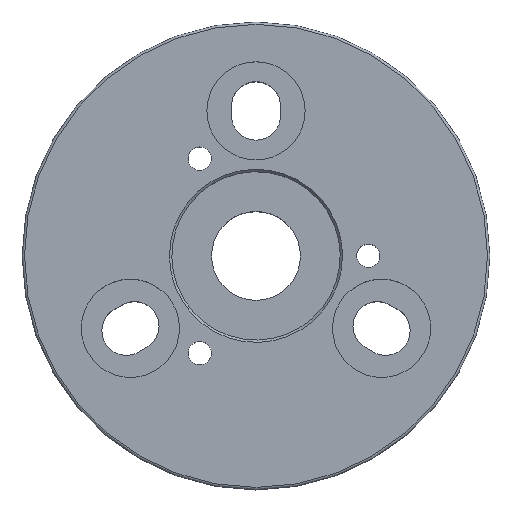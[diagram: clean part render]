
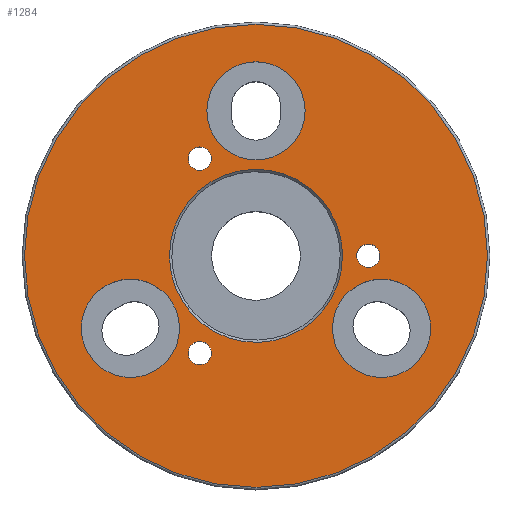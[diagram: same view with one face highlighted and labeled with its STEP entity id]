
A CAD part, top view. The second image highlights one B-rep face of the part: STEP entity #1284.
In plain terms, the highlighted planar face has unit normal (0, 0, 1).
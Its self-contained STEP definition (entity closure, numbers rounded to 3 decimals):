
#51=FACE_BOUND('',#275,.T.);
#52=FACE_BOUND('',#276,.T.);
#53=FACE_BOUND('',#277,.T.);
#54=FACE_BOUND('',#278,.T.);
#55=FACE_BOUND('',#279,.T.);
#56=FACE_BOUND('',#280,.T.);
#57=FACE_BOUND('',#281,.T.);
#71=PLANE('',#1493);
#170=FACE_OUTER_BOUND('',#274,.T.);
#274=EDGE_LOOP('',(#1112));
#275=EDGE_LOOP('',(#1113));
#276=EDGE_LOOP('',(#1114));
#277=EDGE_LOOP('',(#1115));
#278=EDGE_LOOP('',(#1116));
#279=EDGE_LOOP('',(#1117));
#280=EDGE_LOOP('',(#1118));
#281=EDGE_LOOP('',(#1119));
#431=CIRCLE('',#1322,2.5);
#433=CIRCLE('',#1325,2.5);
#435=CIRCLE('',#1328,2.5);
#467=CIRCLE('',#1370,10.5);
#534=CIRCLE('',#1487,49.5);
#537=CIRCLE('',#1492,10.5);
#538=CIRCLE('',#1494,18.5);
#539=CIRCLE('',#1495,10.5);
#549=VERTEX_POINT('',#2005);
#551=VERTEX_POINT('',#2011);
#553=VERTEX_POINT('',#2017);
#594=VERTEX_POINT('',#2114);
#641=VERTEX_POINT('',#2310);
#643=VERTEX_POINT('',#2317);
#644=VERTEX_POINT('',#2321);
#645=VERTEX_POINT('',#2323);
#655=EDGE_CURVE('',#549,#549,#431,.T.);
#658=EDGE_CURVE('',#551,#551,#433,.T.);
#661=EDGE_CURVE('',#553,#553,#435,.T.);
#708=EDGE_CURVE('',#594,#594,#467,.T.);
#806=EDGE_CURVE('',#641,#641,#534,.T.);
#810=EDGE_CURVE('',#643,#643,#537,.T.);
#811=EDGE_CURVE('',#644,#644,#538,.T.);
#812=EDGE_CURVE('',#645,#645,#539,.T.);
#1112=ORIENTED_EDGE('',*,*,#806,.T.);
#1113=ORIENTED_EDGE('',*,*,#655,.T.);
#1114=ORIENTED_EDGE('',*,*,#658,.T.);
#1115=ORIENTED_EDGE('',*,*,#661,.T.);
#1116=ORIENTED_EDGE('',*,*,#708,.F.);
#1117=ORIENTED_EDGE('',*,*,#810,.F.);
#1118=ORIENTED_EDGE('',*,*,#811,.T.);
#1119=ORIENTED_EDGE('',*,*,#812,.F.);
#1284=ADVANCED_FACE('',(#170,#51,#52,#53,#54,#55,#56,#57),#71,.F.);
#1322=AXIS2_PLACEMENT_3D('',#2006,#1531,#1532);
#1325=AXIS2_PLACEMENT_3D('',#2012,#1538,#1539);
#1328=AXIS2_PLACEMENT_3D('',#2018,#1545,#1546);
#1370=AXIS2_PLACEMENT_3D('',#2116,#1644,#1645);
#1487=AXIS2_PLACEMENT_3D('',#2311,#1909,#1910);
#1492=AXIS2_PLACEMENT_3D('',#2319,#1920,#1921);
#1493=AXIS2_PLACEMENT_3D('',#2320,#1922,#1923);
#1494=AXIS2_PLACEMENT_3D('',#2322,#1924,#1925);
#1495=AXIS2_PLACEMENT_3D('',#2324,#1926,#1927);
#1531=DIRECTION('center_axis',(0.,0.,
-1.));
#1532=DIRECTION('ref_axis',(-1.,0.,0.));
#1538=DIRECTION('center_axis',(0.,0.,
-1.));
#1539=DIRECTION('ref_axis',(-1.,0.,0.));
#1545=DIRECTION('center_axis',(0.,0.,
-1.));
#1546=DIRECTION('ref_axis',(-1.,0.,0.));
#1644=DIRECTION('center_axis',(0.,0.,
1.));
#1645=DIRECTION('ref_axis',(-0.866,-0.5,0.));
#1909=DIRECTION('center_axis',(0.,0.,
1.));
#1910=DIRECTION('ref_axis',(0.5,-0.866,0.));
#1920=DIRECTION('center_axis',(0.,0.,
1.));
#1921=DIRECTION('ref_axis',(-0.866,-0.5,0.));
#1922=DIRECTION('center_axis',(0.,0.,
-1.));
#1923=DIRECTION('ref_axis',(0.866,0.5,0.));
#1924=DIRECTION('center_axis',(0.,0.,
-1.));
#1925=DIRECTION('ref_axis',(0.866,0.5,0.));
#1926=DIRECTION('center_axis',(0.,0.,
1.));
#1927=DIRECTION('ref_axis',(-0.866,-0.5,0.));
#2005=CARTESIAN_POINT('',(26.5,0.,38.904));
#2006=CARTESIAN_POINT('Origin',(24.,0.,38.904));
#2011=CARTESIAN_POINT('',(-9.5,-20.785,38.904));
#2012=CARTESIAN_POINT('Origin',(-12.,-20.785,38.904));
#2017=CARTESIAN_POINT('',(-9.5,20.785,38.904));
#2018=CARTESIAN_POINT('Origin',(-12.,20.785,38.904));
#2114=CARTESIAN_POINT('',(-32.097,-6.407,38.904));
#2116=CARTESIAN_POINT('Origin',(-26.847,-15.5,38.904));
#2310=CARTESIAN_POINT('',(-24.75,42.868,38.904));
#2311=CARTESIAN_POINT('Origin',(0.,0.,
38.904));
#2317=CARTESIAN_POINT('',(10.5,31.,38.904));
#2319=CARTESIAN_POINT('Origin',(0.,31.,38.904));
#2320=CARTESIAN_POINT('Origin',(-20.75,35.94,38.904));
#2321=CARTESIAN_POINT('',(-16.235,8.869,38.904));
#2322=CARTESIAN_POINT('Origin',(0.,0.,
38.904));
#2323=CARTESIAN_POINT('',(21.597,-24.593,38.904));
#2324=CARTESIAN_POINT('Origin',(26.847,-15.5,38.904));
